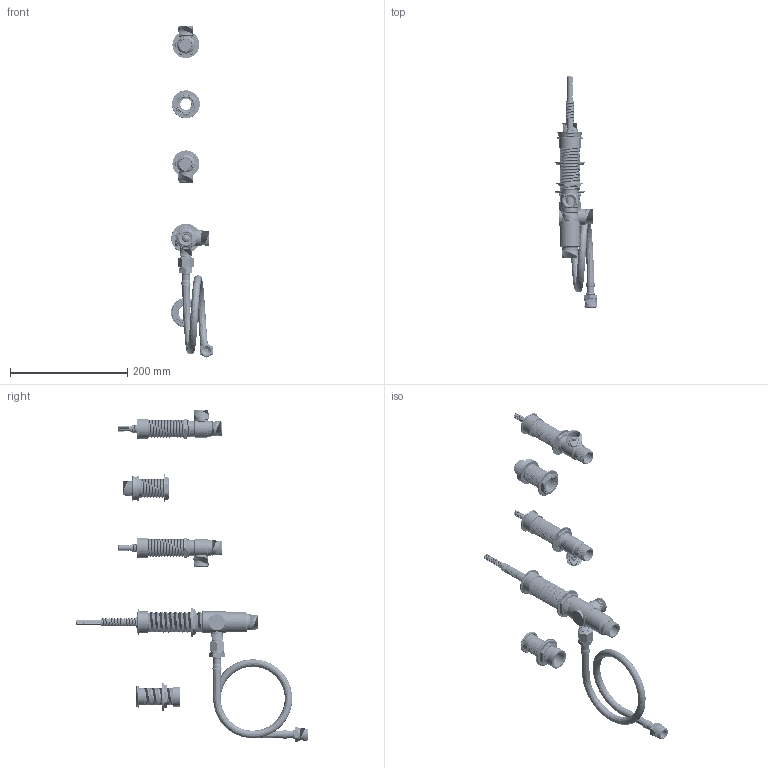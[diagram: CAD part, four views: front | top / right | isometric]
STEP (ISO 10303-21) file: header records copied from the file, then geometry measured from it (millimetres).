
FILE_DESCRIPTION((''),'2;1');
FILE_NAME('1-666_ASM','2016-09-08T',('rsmith'),(''),'PRO/ENGINEER BY PARAMETRIC TECHNOLOGY CORPORATION, 2013150','PRO/ENGINEER BY PARAMETRIC TECHNOLOGY CORPORATION, 2013150','');
FILE_SCHEMA(('CONFIG_CONTROL_DESIGN'));
Length unit declared in the file: inch
Products named in the file (33): 12280; 1-017; 1-004; 1-552_ASM; 1-003; 1-553_ASM; 10529; 50953; 91180; 50308; 91181; 91126; 91024; 5-057_ASM; 10173; 91083; 10172; 10174; 1-016_ASM; 11_ANY; 15_ANY; 1-191_ASM; 91441; 11357; 11358; 11359; 11349; 11355; 1-190_ASM; 11228; 1-630_ASM; 290; 1-666_ASM
Assembly tree (36 placements, depth 4):
  1-666_ASM
    12280  x2
    1-552_ASM
      1-017
      1-004
    1-553_ASM
      1-017
      1-003
    10529  x2
    5-057_ASM
      50953
      91180
      50308
      91181
      91126
      91024
    1-016_ASM
      10173
      91083  x2
      10172
      10174
    1-630_ASM
      1-190_ASM
        11_ANY
        15_ANY
        1-191_ASM
        91441
        11357
        11358
        11359
        11349
        11355
      11228
    290
Bounding box: 71.65 x 394.12 x 566.4 mm (x, y, z)
Volume: 425604.6 mm3; surface area: 342479.5 mm2
Topology: 39 solids, 43 shells, 4378 faces, 11875 edges, 7645 vertices
Faces by surface type: cylinder 1963, plane 1033, cone 550, bspline 531, torus 260, sphere 22, revolution 16, extrusion 3
Entity records: 300101 total; most frequent: CARTESIAN_POINT 204887, ORIENTED_EDGE 21518, DIRECTION 17485, EDGE_CURVE 10761, VERTEX_POINT 6948, AXIS2_PLACEMENT_3D 6648, VECTOR 4173, LINE 4170
